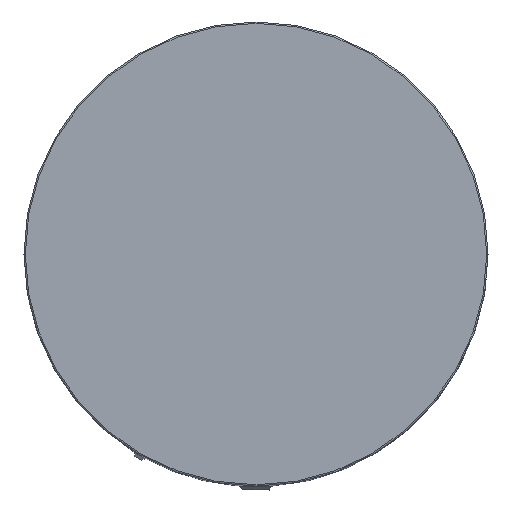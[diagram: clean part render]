
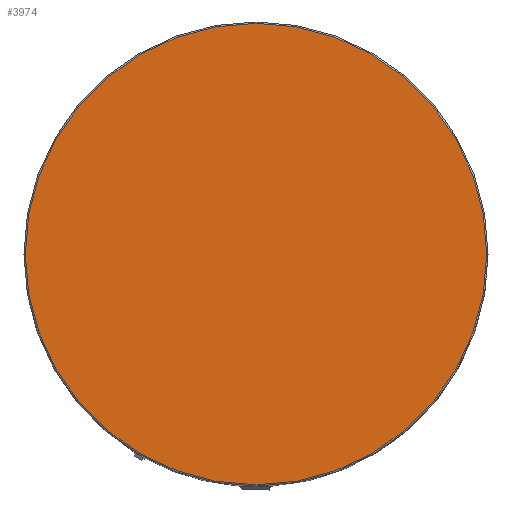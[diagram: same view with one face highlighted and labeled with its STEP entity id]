
A CAD part, top view. The second image highlights one B-rep face of the part: STEP entity #3974.
In plain terms, the highlighted planar face has unit normal (0, 0, 1).
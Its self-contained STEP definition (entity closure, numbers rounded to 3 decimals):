
#215 = CIRCLE ( 'NONE', #7288, 34.8 ) ;
#874 = VERTEX_POINT ( 'NONE', #3723 ) ;
#1162 = CARTESIAN_POINT ( 'NONE',  ( 0., 0., 50. ) ) ;
#1258 = ORIENTED_EDGE ( 'NONE', *, *, #3432, .T. ) ;
#1293 = FACE_OUTER_BOUND ( 'NONE', #9033, .T. ) ;
#1872 = DIRECTION ( 'NONE',  ( 0., 0., 1. ) ) ;
#1909 = AXIS2_PLACEMENT_3D ( 'NONE', #2895, #1872, #7155 ) ;
#2012 = DIRECTION ( 'NONE',  ( 1., 0., 0. ) ) ;
#2895 = CARTESIAN_POINT ( 'NONE',  ( 0., 0., 50. ) ) ;
#2964 = DIRECTION ( 'NONE',  ( 0., 0., 1. ) ) ;
#3432 = EDGE_CURVE ( 'NONE', #874, #7226, #7344, .T. ) ;
#3723 = CARTESIAN_POINT ( 'NONE',  ( 34.8, 0., 50. ) ) ;
#3974 = ADVANCED_FACE ( 'NONE', ( #1293 ), #7302, .T. ) ;
#6511 = CARTESIAN_POINT ( 'NONE',  ( 0., 32.05, 50. ) ) ;
#7155 = DIRECTION ( 'NONE',  ( 1., 0., 0. ) ) ;
#7164 = CARTESIAN_POINT ( 'NONE',  ( -34.8, 0., 50. ) ) ;
#7226 = VERTEX_POINT ( 'NONE', #7164 ) ;
#7288 = AXIS2_PLACEMENT_3D ( 'NONE', #1162, #2964, #2012 ) ;
#7302 = PLANE ( 'NONE',  #7544 ) ;
#7344 = CIRCLE ( 'NONE', #1909, 34.8 ) ;
#7544 = AXIS2_PLACEMENT_3D ( 'NONE', #6511, #10992, #10825 ) ;
#9033 = EDGE_LOOP ( 'NONE', ( #1258, #9639 ) ) ;
#9321 = EDGE_CURVE ( 'NONE', #7226, #874, #215, .T. ) ;
#9639 = ORIENTED_EDGE ( 'NONE', *, *, #9321, .T. ) ;
#10825 = DIRECTION ( 'NONE',  ( 1., 0., 0. ) ) ;
#10992 = DIRECTION ( 'NONE',  ( 0., 0., 1. ) ) ;
